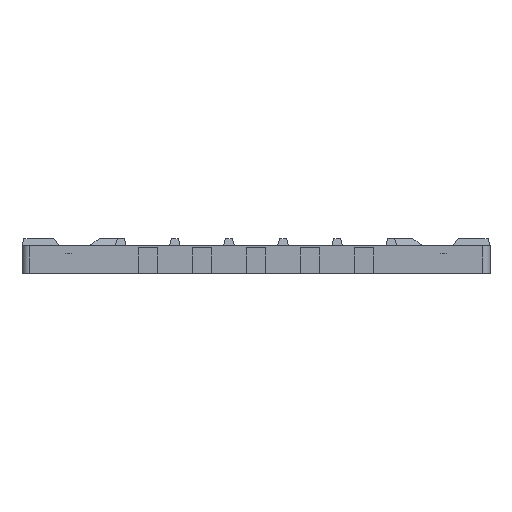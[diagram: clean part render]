
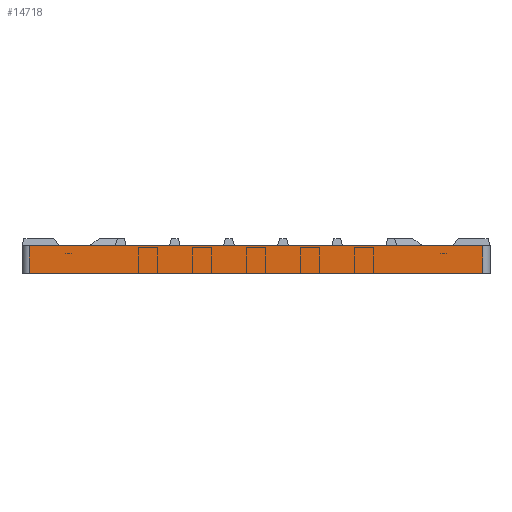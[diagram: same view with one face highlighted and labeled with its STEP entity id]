
A CAD part, front view. The second image highlights one B-rep face of the part: STEP entity #14718.
In plain terms, the highlighted planar face has unit normal (0, -1, 0).
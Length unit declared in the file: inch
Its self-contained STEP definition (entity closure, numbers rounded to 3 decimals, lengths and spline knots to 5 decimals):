
#1438=FACE_OUTER_BOUND('',#2251,.T.);
#2251=EDGE_LOOP('',(#11580,#11581,#11582,#11583));
#2717=LINE('',#20749,#4276);
#3730=LINE('',#24034,#5289);
#3731=LINE('',#24036,#5290);
#3732=LINE('',#24037,#5291);
#4276=VECTOR('',#16567,6.375);
#5289=VECTOR('',#18876,0.39);
#5290=VECTOR('',#18877,6.375);
#5291=VECTOR('',#18878,0.39);
#5832=VERTEX_POINT('',#20746);
#5833=VERTEX_POINT('',#20748);
#6881=VERTEX_POINT('',#24033);
#6882=VERTEX_POINT('',#24035);
#7295=EDGE_CURVE('',#5833,#5832,#2717,.T.);
#8696=EDGE_CURVE('',#5832,#6881,#3730,.T.);
#8697=EDGE_CURVE('',#6882,#6881,#3731,.T.);
#8698=EDGE_CURVE('',#6882,#5833,#3732,.F.);
#11580=ORIENTED_EDGE('',*,*,#7295,.T.);
#11581=ORIENTED_EDGE('',*,*,#8696,.T.);
#11582=ORIENTED_EDGE('',*,*,#8697,.F.);
#11583=ORIENTED_EDGE('',*,*,#8698,.T.);
#14154=PLANE('',#15870);
#14718=ADVANCED_FACE('',(#1438),#14154,.F.);
#15870=AXIS2_PLACEMENT_3D('',#24032,#18874,#18875);
#16567=DIRECTION('',(-1.,0.,0.));
#18874=DIRECTION('center_axis',(0.,1.,0.));
#18875=DIRECTION('ref_axis',(0.,0.,
-1.));
#18876=DIRECTION('',(0.,0.,-1.));
#18877=DIRECTION('',(-1.,0.,0.));
#18878=DIRECTION('',(0.,0.,-1.));
#20746=CARTESIAN_POINT('',(0.,-0.00787,3.));
#20748=CARTESIAN_POINT('',(6.375,-0.00787,3.));
#20749=CARTESIAN_POINT('',(6.375,-0.00787,3.));
#24032=CARTESIAN_POINT('Origin',(6.475,-0.00787,12.74294));
#24033=CARTESIAN_POINT('',(0.,-0.00787,2.61));
#24034=CARTESIAN_POINT('',(0.,-0.00787,3.));
#24035=CARTESIAN_POINT('',(6.375,-0.00787,2.61));
#24036=CARTESIAN_POINT('',(6.375,-0.00787,2.61));
#24037=CARTESIAN_POINT('',(6.375,-0.00787,3.));
